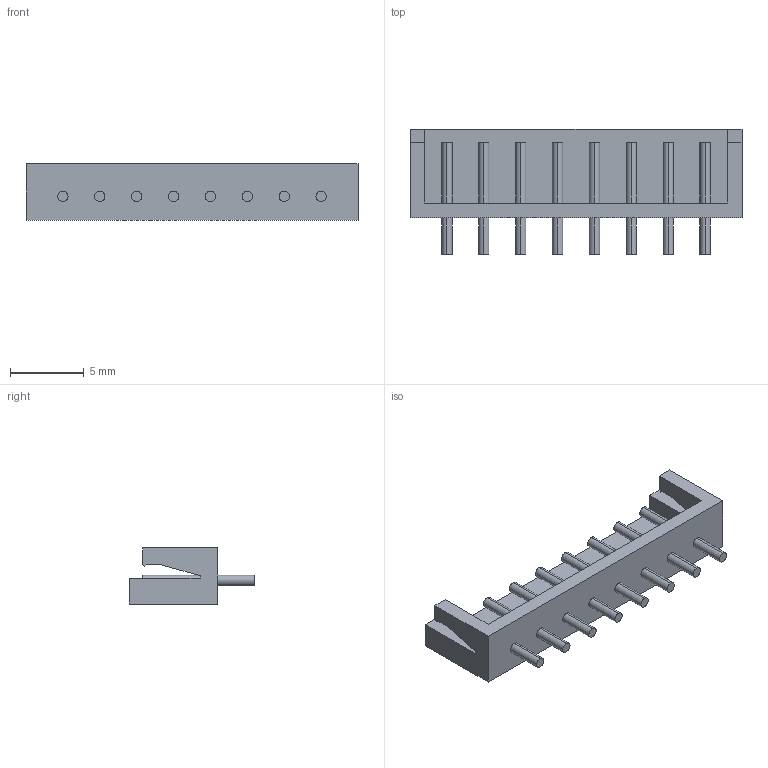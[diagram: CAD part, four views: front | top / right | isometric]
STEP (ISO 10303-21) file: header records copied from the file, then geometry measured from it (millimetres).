
FILE_DESCRIPTION (( 'STEP AP214' ), '1' );
FILE_NAME ('JS-1132-8.STEP', '2007-10-27T07:31:00', ( 'Chinese User' ), ( 'Chinese ORG' ), 'SwSTEP 2.0', 'SolidWorks 2008', '' );
FILE_SCHEMA (( 'AUTOMOTIVE_DESIGN' ));
Length unit declared in the file: millimetre
Products named in the file (1): JS-1132-8
Bounding box: 22.5 x 8.5 x 3.8 mm (x, y, z)
Volume: 165.8 mm3; surface area: 634.7 mm2
Topology: 1 solids, 1 shells, 72 faces, 162 edges, 108 vertices
Faces by surface type: plane 40, cylinder 32
Entity records: 2493 total; most frequent: DIRECTION 372, CARTESIAN_POINT 343, ORIENTED_EDGE 324, EDGE_CURVE 162, AXIS2_PLACEMENT_3D 137, VERTEX_POINT 108, VECTOR 98, LINE 98
